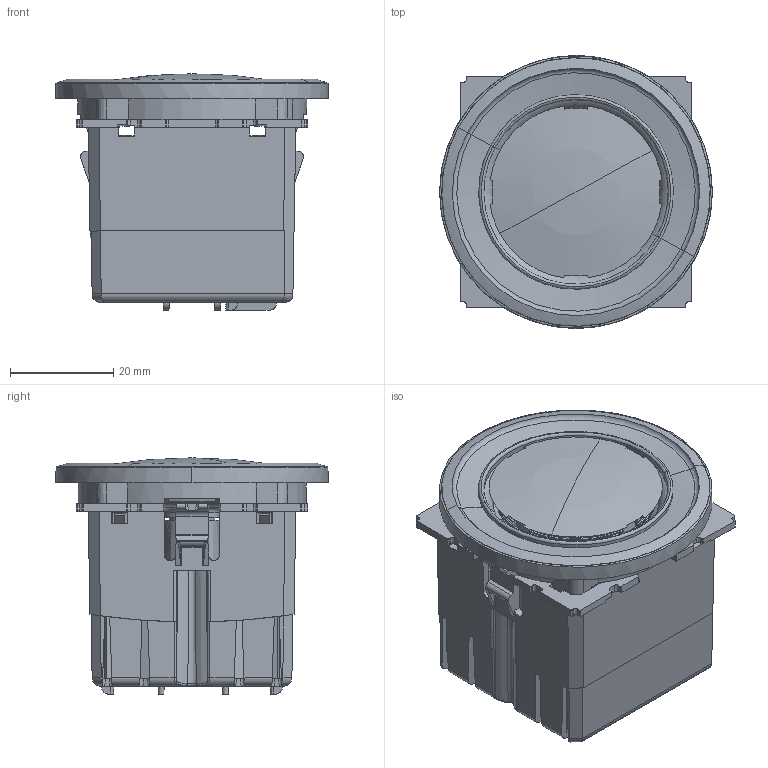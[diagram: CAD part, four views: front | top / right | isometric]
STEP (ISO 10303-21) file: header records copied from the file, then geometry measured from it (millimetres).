
FILE_DESCRIPTION(('CATIA V5 STEP Exchange','CAx-IF Rec.Pracs.--- Model Styling and Organization---1.5--- 2016-08-15','CAx-IF Rec.Pracs.---Supplemental Geometry---1.0---2011-11-01','CAx-IF Rec.Pracs.--- Composite Materials ---1.1---2010-07-15'),'2;1');
FILE_NAME('CM0281.stp','2023-09-28T12:03:25+00:00',('none'),('none'),'CATIA Version 5-6 Release 2020 SP3','CATIA V5 STEP AP214 v2','none');
FILE_SCHEMA(('AUTOMOTIVE_DESIGN { 1 0 10303 214 1 1 1 1 }'));
Length unit declared in the file: millimetre
Products named in the file (1): CM0281
Bounding box: 53 x 53 x 45.85 mm (x, y, z)
Volume: 20438.4 mm3; surface area: 32188 mm2
Topology: 4 solids, 4 shells, 1176 faces, 3442 edges, 2254 vertices
Faces by surface type: plane 582, cone 200, cylinder 197, torus 128, bspline 65, sphere 4
Entity records: 43270 total; most frequent: CARTESIAN_POINT 16166, ORIENTED_EDGE 6876, DIRECTION 3689, EDGE_CURVE 3438, VERTEX_POINT 2254, AXIS2_PLACEMENT_3D 1490, B_SPLINE_CURVE_WITH_KNOTS 1391, VECTOR 1379
